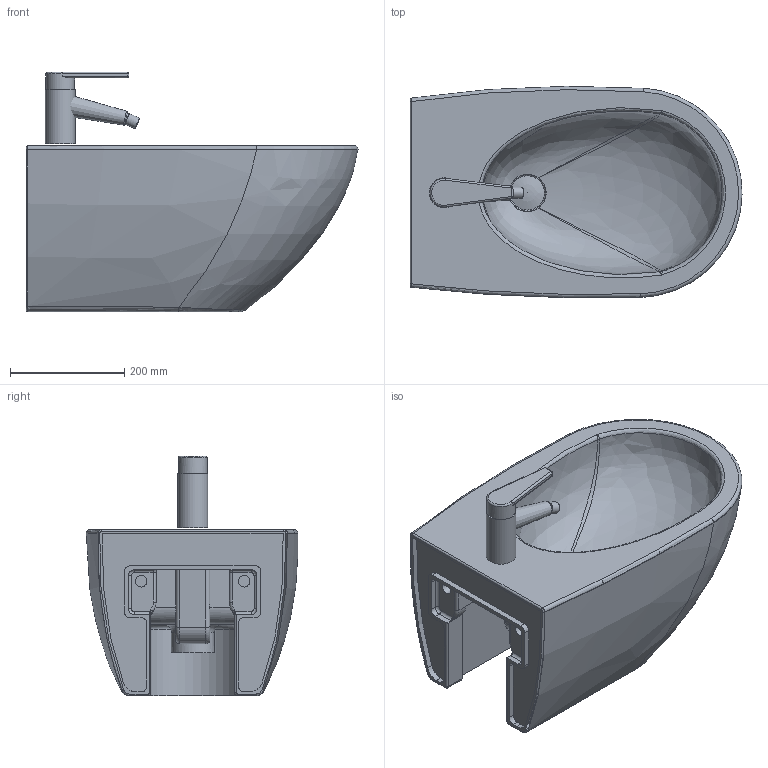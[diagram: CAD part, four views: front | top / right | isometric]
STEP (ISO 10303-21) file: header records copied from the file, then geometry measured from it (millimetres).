
FILE_DESCRIPTION((''),'2;1');
FILE_NAME('253115.stp','2015-12-17T22:02:48',('Administrator'),(''),'Autodesk Inventor 2011','Autodesk Inventor 2011','');
FILE_SCHEMA(('CONFIG_CONTROL_DESIGN'));
Length unit declared in the file: millimetre
Products named in the file (11): 253115; Baterie_Bidet_Duraplus; hebel1_CARO; Hebel2_CARO; Hebel_Bidet_Duraplus_2; Teil_2; Kugel; Neoperl_1; Kelch; Stopfen
Assembly tree (10 placements, depth 4):
  253115
    253115
    Baterie_Bidet_Duraplus
      hebel1_CARO
      Hebel2_CARO
      Hebel_Bidet_Duraplus_2
        Teil_2
        Kugel
        Neoperl_1
    Kelch
    Stopfen
Bounding box: 580 x 369.34 x 418.53 mm (x, y, z)
Volume: 425531.7 mm3; surface area: 1102303 mm2
Topology: 7 solids, 8 shells, 270 faces, 641 edges, 397 vertices
Faces by surface type: cylinder 98, plane 96, bspline 41, torus 26, sphere 5, cone 4
Full cylindrical faces by diameter (mm): 1.14 x2, 1.196 x2, 1.218 x2, 1.27 x2, 1.297 x2, 1.311 x2, 1.347 x2, 1.379 x2, 15 x1, 20 x3, 20.123 x1, 35 x1, 42 x1, 44 x1, 50 x1, 52 x2, 60 x1, 75 x1
Entity records: 10773 total; most frequent: CARTESIAN_POINT 4599, DIRECTION 1245, ORIENTED_EDGE 1158, EDGE_CURVE 583, AXIS2_PLACEMENT_3D 502, VERTEX_POINT 389, EDGE_LOOP 337, FACE_OUTER_BOUND 270
